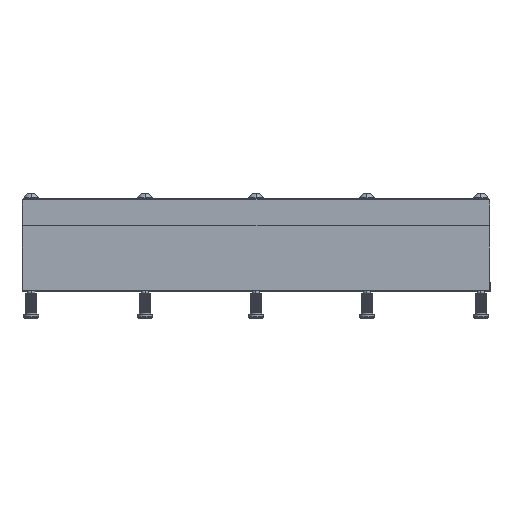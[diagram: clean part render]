
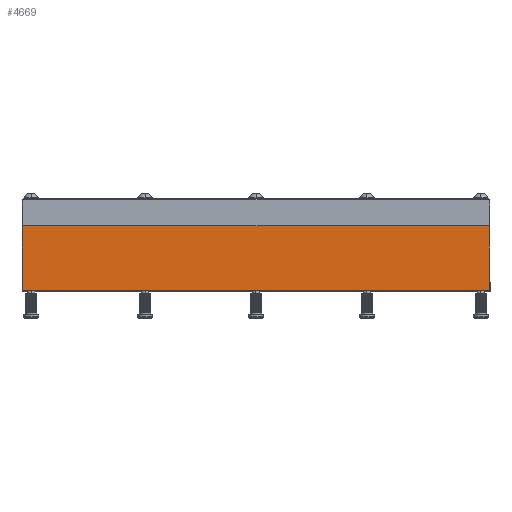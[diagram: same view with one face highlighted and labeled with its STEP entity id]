
A CAD part, top view. The second image highlights one B-rep face of the part: STEP entity #4669.
In plain terms, the highlighted face is planar.
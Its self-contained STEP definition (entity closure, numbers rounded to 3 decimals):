
#9 = VERTEX_POINT ( 'NONE', #3682 ) ;
#262 = ORIENTED_EDGE ( 'NONE', *, *, #6018, .T. ) ;
#380 = ORIENTED_EDGE ( 'NONE', *, *, #3941, .F. ) ;
#731 = VECTOR ( 'NONE', #1676, 1000. ) ;
#935 = CARTESIAN_POINT ( 'NONE',  ( 126., 35., -5. ) ) ;
#1352 = CARTESIAN_POINT ( 'NONE',  ( 126., 35., -5. ) ) ;
#1432 = VERTEX_POINT ( 'NONE', #935 ) ;
#1676 = DIRECTION ( 'NONE',  ( -1., 0., 0. ) ) ;
#1696 = CARTESIAN_POINT ( 'NONE',  ( -126., 35., -5. ) ) ;
#1994 = CARTESIAN_POINT ( 'NONE',  ( 126., 0., -5. ) ) ;
#2361 = DIRECTION ( 'NONE',  ( 0., 0., 1. ) ) ;
#2398 = LINE ( 'NONE', #3267, #731 ) ;
#2491 = LINE ( 'NONE', #1696, #5433 ) ;
#2506 = VECTOR ( 'NONE', #4506, 1000. ) ;
#3267 = CARTESIAN_POINT ( 'NONE',  ( -126.5, 35., -5. ) ) ;
#3682 = CARTESIAN_POINT ( 'NONE',  ( -126., 35., -5. ) ) ;
#3706 = VECTOR ( 'NONE', #6486, 1000. ) ;
#3941 = EDGE_CURVE ( 'NONE', #1432, #9, #2398, .T. ) ;
#4179 = EDGE_CURVE ( 'NONE', #1432, #5079, #5136, .T. ) ;
#4234 = ORIENTED_EDGE ( 'NONE', *, *, #4179, .T. ) ;
#4301 = EDGE_LOOP ( 'NONE', ( #380, #4234, #7957, #262 ) ) ;
#4319 = FACE_OUTER_BOUND ( 'NONE', #4301, .T. ) ;
#4506 = DIRECTION ( 'NONE',  ( 0., -1., 0. ) ) ;
#4669 = ADVANCED_FACE ( 'NONE', ( #4319 ), #4994, .F. ) ;
#4994 = PLANE ( 'NONE',  #5660 ) ;
#5079 = VERTEX_POINT ( 'NONE', #1994 ) ;
#5136 = LINE ( 'NONE', #1352, #2506 ) ;
#5433 = VECTOR ( 'NONE', #7592, 1000. ) ;
#5586 = CARTESIAN_POINT ( 'NONE',  ( -126.5, 35., -5. ) ) ;
#5660 = AXIS2_PLACEMENT_3D ( 'NONE', #5586, #2361, #6963 ) ;
#6018 = EDGE_CURVE ( 'NONE', #6323, #9, #2491, .T. ) ;
#6080 = EDGE_CURVE ( 'NONE', #5079, #6323, #7070, .T. ) ;
#6323 = VERTEX_POINT ( 'NONE', #6991 ) ;
#6363 = CARTESIAN_POINT ( 'NONE',  ( -126.5, 0., -5. ) ) ;
#6486 = DIRECTION ( 'NONE',  ( -1., 0., 0. ) ) ;
#6963 = DIRECTION ( 'NONE',  ( 1., 0., 0. ) ) ;
#6991 = CARTESIAN_POINT ( 'NONE',  ( -126., 0., -5. ) ) ;
#7070 = LINE ( 'NONE', #6363, #3706 ) ;
#7592 = DIRECTION ( 'NONE',  ( 0., 1., 0. ) ) ;
#7957 = ORIENTED_EDGE ( 'NONE', *, *, #6080, .T. ) ;
